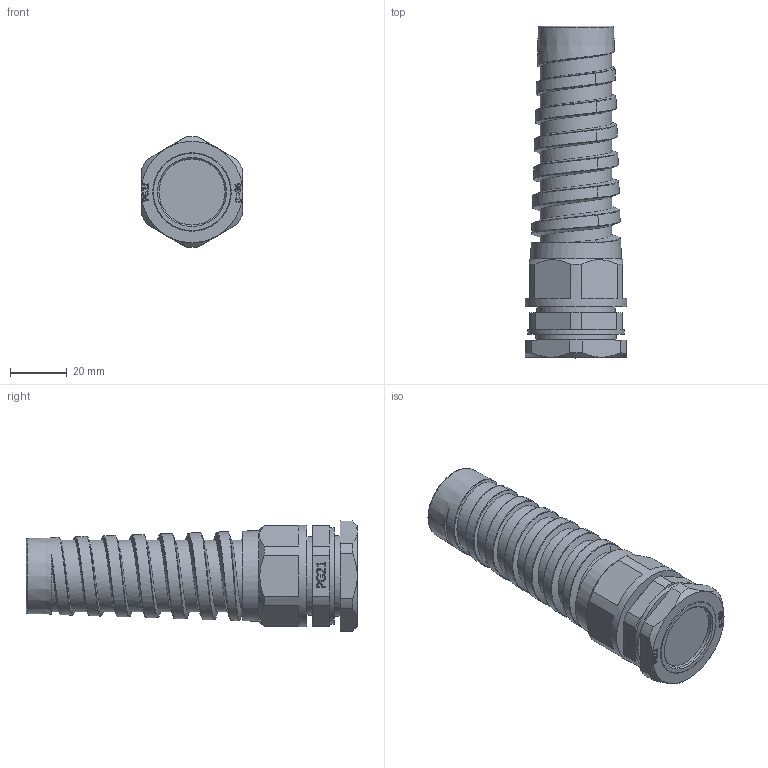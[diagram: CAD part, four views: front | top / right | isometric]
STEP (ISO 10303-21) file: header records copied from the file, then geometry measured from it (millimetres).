
FILE_DESCRIPTION(/* description */ (''),/* implementation_level */ '2;1');
FILE_NAME(/* name */ '',/* time_stamp */ '2025-06-27T14:01:24+07:00',/* author */ ('zeta-86'),/* organization */ (''),/* preprocessor_version */ 'ST-DEVELOPER v19.2',/* originating_system */ 'Autodesk Inventor 2024',/* authorisation */ '');
FILE_SCHEMA (('AUTOMOTIVE_DESIGN { 1 0 10303 214 3 1 1 }'));
Length unit declared in the file: millimetre
Products named in the file (1): ГОФРОМАТИК ВКС-
ПР-PG21-18-L10
Bounding box: 35.9 x 117 x 38.97 mm (x, y, z)
Volume: 80253.6 mm3; surface area: 16169 mm2
Topology: 1 solids, 1 shells, 307 faces, 833 edges, 549 vertices
Faces by surface type: plane 141, bspline 117, cylinder 31, cone 16, torus 2
Full cylindrical faces by diameter (mm): 23.3 x1, 25.377 x6, 27.6 x1, 28.3 x1, 34 x1, 35.9 x1
Entity records: 17740 total; most frequent: CARTESIAN_POINT 10496, ORIENTED_EDGE 1666, DIRECTION 1018, EDGE_CURVE 833, VERTEX_POINT 549, LINE 444, VECTOR 444, EDGE_LOOP 328
